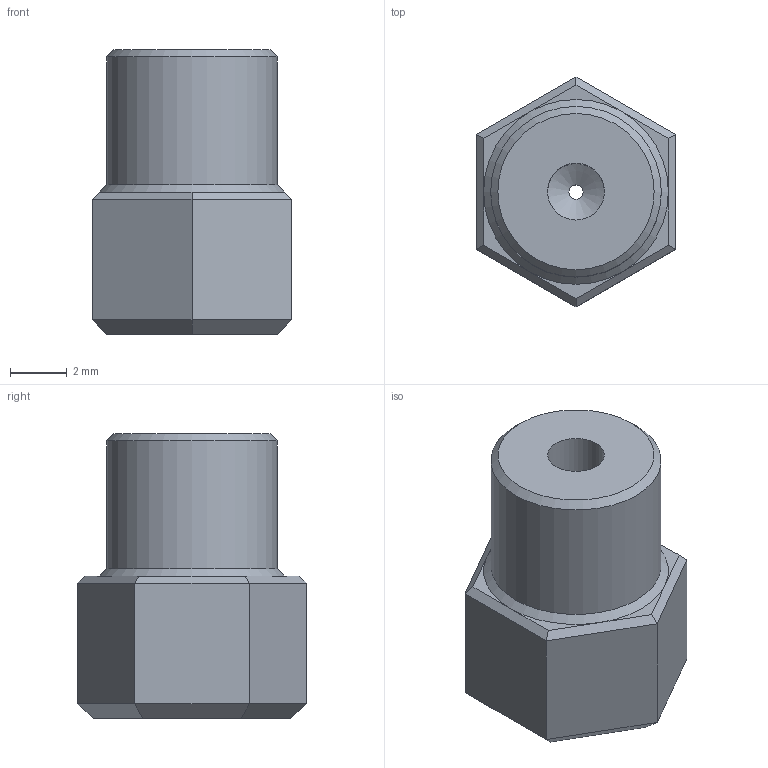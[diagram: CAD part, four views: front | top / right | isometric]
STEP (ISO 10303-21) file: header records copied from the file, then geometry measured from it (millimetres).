
FILE_DESCRIPTION(/* description */ ('Unknown'),/* implementation_level */ '2;1');
FILE_NAME(/* name */ 'Duese',/* time_stamp */ '2024-03-23T12:26:04+01:00',/* author */ ('Unknown'),/* organization */ ('Unknown'),/* preprocessor_version */ 'ST-DEVELOPER v18.1',/* originating_system */ 'Solid Edge',/* authorisation */ 'Unknown');
FILE_SCHEMA (('AUTOMOTIVE_DESIGN {1 0 10303 214 3 1 1}'));
Length unit declared in the file: millimetre
Products named in the file (1): Duese
Bounding box: 7 x 8.08 x 10 mm (x, y, z)
Volume: 321 mm3; surface area: 341.2 mm2
Topology: 1 solids, 1 shells, 32 faces, 72 edges, 42 vertices
Faces by surface type: plane 26, cylinder 3, cone 3
Full cylindrical faces by diameter (mm): 0.5 x1, 2 x1, 6 x1
Entity records: 1052 total; most frequent: DIRECTION 142, CARTESIAN_POINT 133, ORIENTED_EDGE 124, EDGE_CURVE 62, LINE 48, VECTOR 48, AXIS2_PLACEMENT_3D 47, EDGE_LOOP 40
